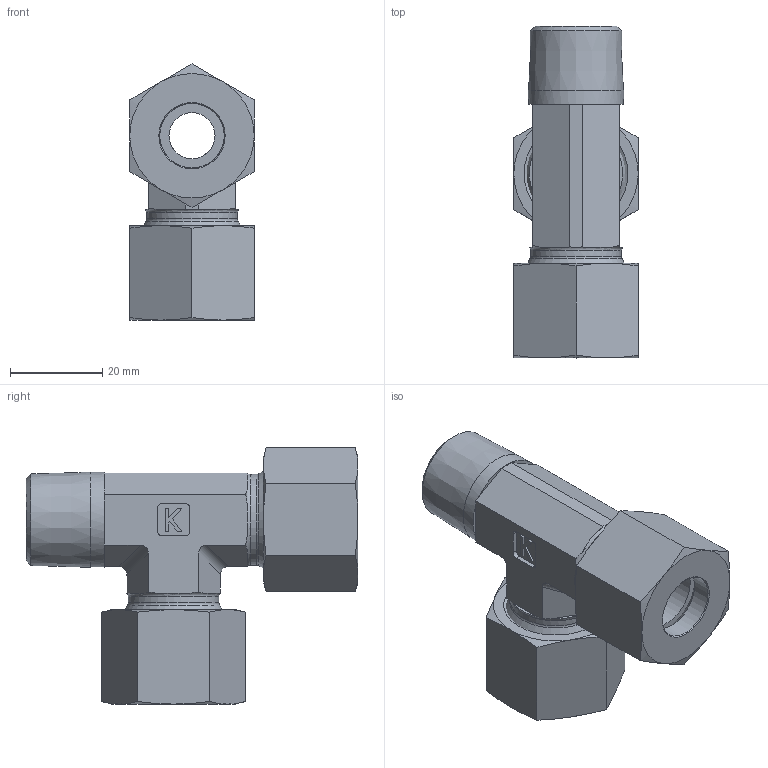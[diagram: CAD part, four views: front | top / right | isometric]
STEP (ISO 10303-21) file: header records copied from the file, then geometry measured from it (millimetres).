
FILE_DESCRIPTION((''),'2;1');
FILE_NAME('2505142022.stp','2014-08-25T11:02:57',(''),('KNOMI spol. s r. o.'),'Autodesk Inventor 2012','Autodesk Inventor 2012','');
FILE_SCHEMA(('AUTOMOTIVE_DESIGN { 1 2 10303 214 0 1 1 1 }'));
Length unit declared in the file: millimetre
Products named in the file (4): TBCM3K 14SMkuž; 40814; 3981422; 2504142022
Assembly tree (5 placements, depth 2):
  TBCM3K 14SMkuž
    40814  x2
    3981422  x2
    2504142022
Bounding box: 27 x 72 x 55.59 mm (x, y, z)
Volume: 35266.1 mm3; surface area: 18924.1 mm2
Topology: 5 solids, 5 shells, 174 faces, 429 edges, 268 vertices
Faces by surface type: plane 92, cone 47, cylinder 29, torus 6
Full cylindrical faces by diameter (mm): 10 x2, 14 x6, 16.2 x2, 19 x2, 19.7 x2, 20.376 x2, 20.657 x1, 22 x2
Entity records: 4174 total; most frequent: CARTESIAN_POINT 808, DIRECTION 656, ORIENTED_EDGE 610, EDGE_CURVE 305, AXIS2_PLACEMENT_3D 259, VERTEX_POINT 211, EDGE_LOOP 186, STYLED_ITEM 142
